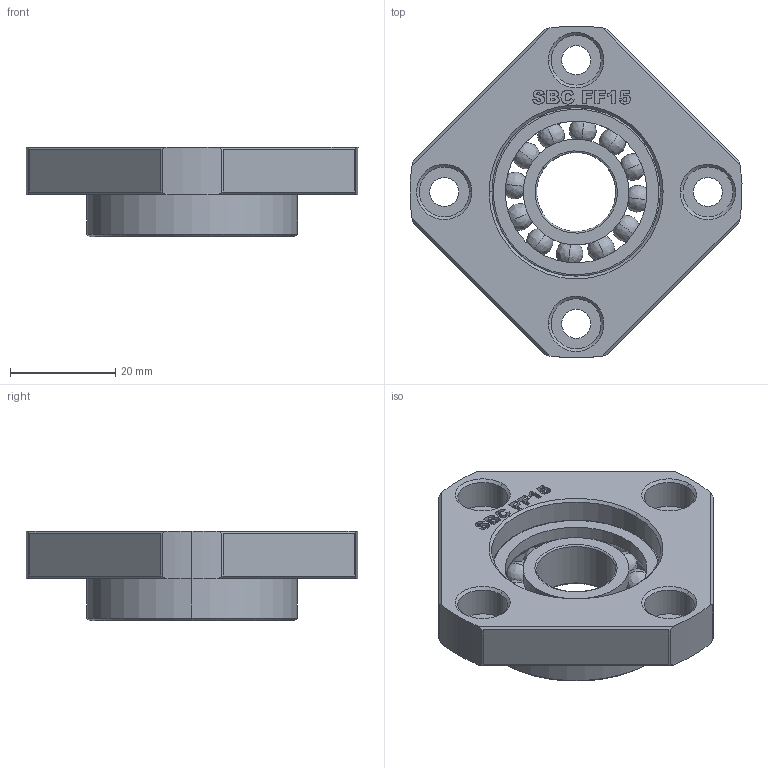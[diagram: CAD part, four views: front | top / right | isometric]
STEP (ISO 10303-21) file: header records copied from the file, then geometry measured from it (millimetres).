
FILE_DESCRIPTION (( 'STEP AP203' ), '1' );
FILE_NAME ('FF 15.STEP', '2014-10-22T05:47:14', ( 'star' ), ( '' ), 'SwSTEP 2.0', 'SolidWorks 2013', '' );
FILE_SCHEMA (( 'CONFIG_CONTROL_DESIGN' ));
Length unit declared in the file: millimetre
Products named in the file (3): #6002(15X32X9); FF 15
Assembly tree (2 placements, depth 2):
  FF 15
    FF 15
    #6002(15X32X9)
Bounding box: 62.96 x 62.91 x 17 mm (x, y, z)
Volume: 21419.5 mm3; surface area: 12992.7 mm2
Topology: 2 solids, 2 shells, 222 faces, 682 edges, 418 vertices
Faces by surface type: plane 85, bspline 78, cylinder 37, cone 14, torus 8
Entity records: 13580 total; most frequent: CARTESIAN_POINT 7916, ORIENTED_EDGE 1268, DIRECTION 904, EDGE_CURVE 634, VERTEX_POINT 418, AXIS2_PLACEMENT_3D 313, VECTOR 278, LINE 278
